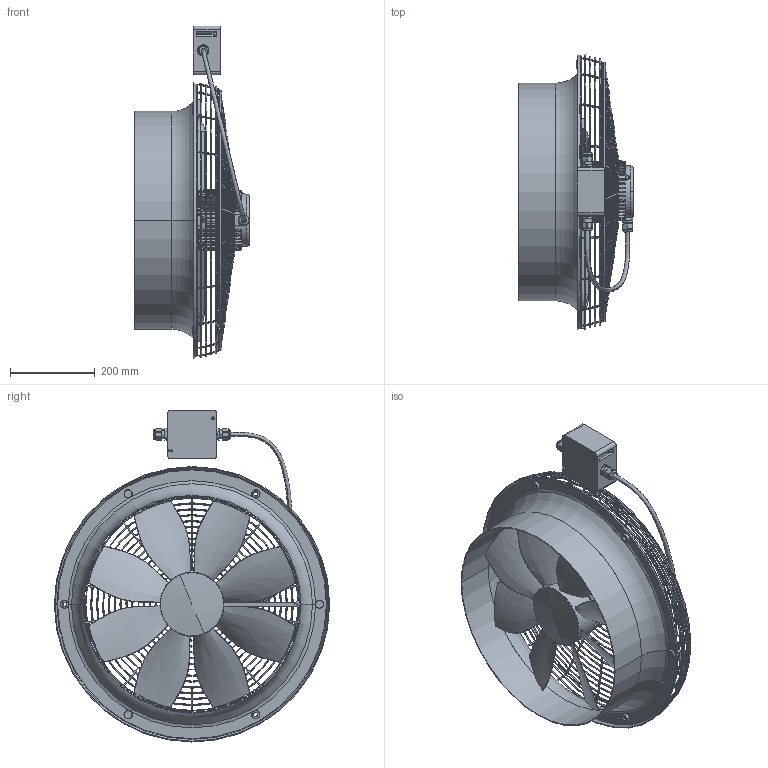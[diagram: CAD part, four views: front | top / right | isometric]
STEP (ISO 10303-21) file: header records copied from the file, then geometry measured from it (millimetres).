
FILE_DESCRIPTION(('Creo Elements/Direct Modeling STEP Export'),'2;1');
FILE_NAME('0094.0128_DZS_50_6_B_Ex_e.stp','2022-11-29T14:19:09',(''),(''),'PTC Creo Elements/Direct Modeling STEP processor for AP214 (Solid Model)','PTC Creo Elements/Direct Modeling 19.0C 15-Aug-2015 (C) Parametric Technology GmbH','');
FILE_SCHEMA(('AUTOMOTIVE_DESIGN { 1 0 10303 214 1 1 1 1 }'));
Length unit declared in the file: millimetre
Products named in the file (4): Kabel; 0094.0128_DZS_50_6_B_Ex_e; Klemmkasten
Assembly tree (3 placements, depth 2):
  0094.0128_DZS_50_6_B_Ex_e
    Klemmkasten
    0094.0128_DZS_50_6_B_Ex_e
    Kabel
Bounding box: 271 x 650 x 783.51 mm (x, y, z)
Volume: 5301107.7 mm3; surface area: 1659970.3 mm2
Topology: 21 solids, 23 shells, 1658 faces, 4710 edges, 3081 vertices
Faces by surface type: plane 676, cylinder 316, cone 307, bspline 204, torus 151, sphere 4
Entity records: 135325 total; most frequent: CARTESIAN_POINT 95549, ORIENTED_EDGE 9416, DIRECTION 6051, EDGE_CURVE 4708, VERTEX_POINT 3353, AXIS2_PLACEMENT_3D 2239, EDGE_LOOP 1717, ADVANCED_FACE 1658
